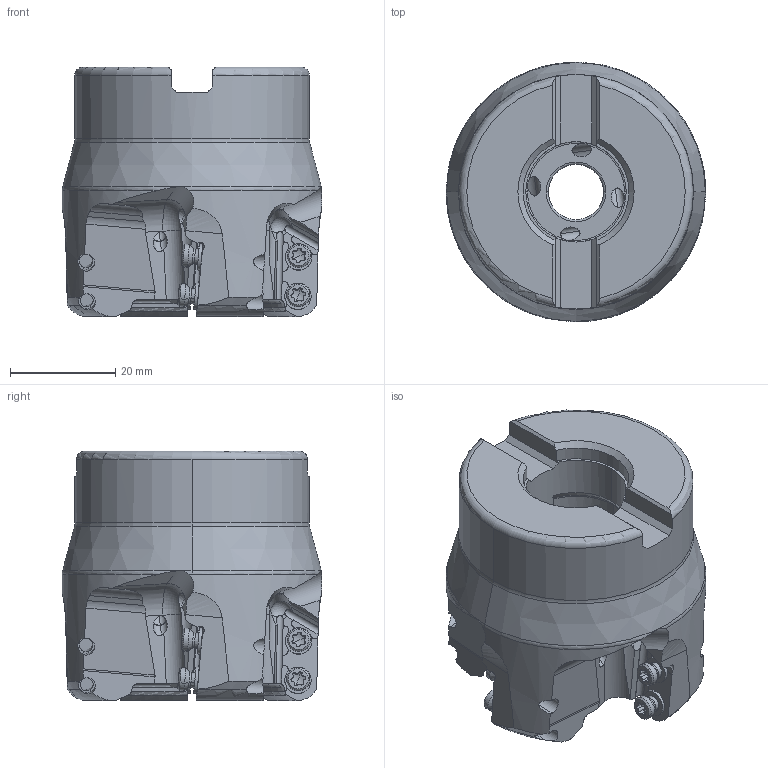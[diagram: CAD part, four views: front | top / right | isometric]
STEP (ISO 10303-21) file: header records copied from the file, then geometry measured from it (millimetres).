
FILE_DESCRIPTION(/* description */ (''),/* implementation_level */ '2;1');
FILE_NAME(/* name */ 'AXD4000AUR2_0004AAE.stp',/* time_stamp */ '2020-04-06T15:41:54+09:00',/* author */ (''),/* organization */ (''),/* preprocessor_version */ 'ST-DEVELOPER v16',/* originating_system */ 'SIEMENS PLM Software NX 10.0',/* authorisation */ '');
FILE_SCHEMA (('AUTOMOTIVE_DESIGN { 1 0 10303 214 3 1 1 1 }'));
Length unit declared in the file: millimetre
Products named in the file (1): AXD4000AUR2_0004AAE_ASM
Bounding box: 49.25 x 49.25 x 47.37 mm (x, y, z)
Volume: 55583 mm3; surface area: 14829.4 mm2
Topology: 9 solids, 9 shells, 610 faces, 1721 edges, 1117 vertices
Faces by surface type: cylinder 200, plane 144, extrusion 96, cone 93, torus 53, sphere 24
Entity records: 28547 total; most frequent: CARTESIAN_POINT 12933, ORIENTED_EDGE 3394, DIRECTION 3024, EDGE_CURVE 1697, AXIS2_PLACEMENT_3D 1207, VERTEX_POINT 1110, EDGE_LOOP 641, B_SPLINE_CURVE_WITH_KNOTS 622
